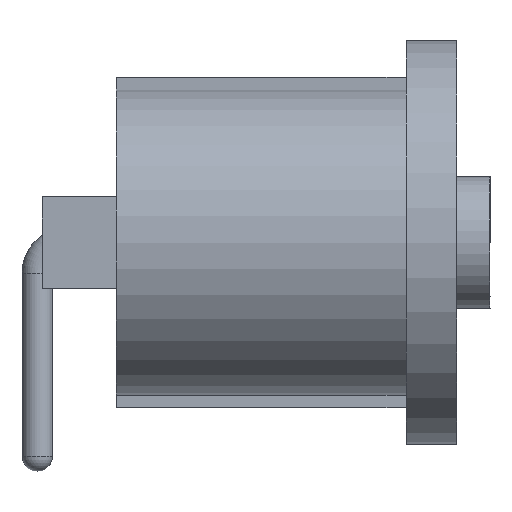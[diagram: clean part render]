
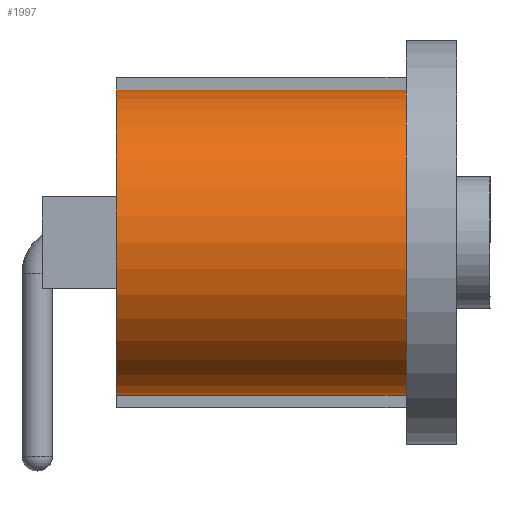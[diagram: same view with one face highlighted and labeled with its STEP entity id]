
A CAD part, left-side view. The second image highlights one B-rep face of the part: STEP entity #1997.
In plain terms, the highlighted cylindrical face has radius 6 mm (diameter 12 mm), a partial arc.
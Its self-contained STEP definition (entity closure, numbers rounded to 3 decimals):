
#113 = PLANE('',#114);
#114 = AXIS2_PLACEMENT_3D('',#115,#116,#117);
#115 = CARTESIAN_POINT('',(-1.012,0.,0.));
#116 = DIRECTION('',(-0.,-0.,-1.));
#117 = DIRECTION('',(-1.,0.,0.));
#168 = PLANE('',#169);
#169 = AXIS2_PLACEMENT_3D('',#170,#171,#172);
#170 = CARTESIAN_POINT('',(-1.418,0.,11.4));
#171 = DIRECTION('',(-0.,0.,1.));
#172 = DIRECTION('',(-1.,0.,0.));
#401 = VERTEX_POINT('',#402);
#402 = CARTESIAN_POINT('',(13.35,6.,0.));
#416 = PLANE('',#417);
#417 = AXIS2_PLACEMENT_3D('',#418,#419,#420);
#418 = CARTESIAN_POINT('',(-17.6,6.,0.));
#419 = DIRECTION('',(0.,1.,0.));
#420 = DIRECTION('',(1.,0.,0.));
#428 = EDGE_CURVE('',#401,#429,#431,.T.);
#429 = VERTEX_POINT('',#430);
#430 = CARTESIAN_POINT('',(13.35,-6.,0.));
#431 = SURFACE_CURVE('',#432,(#437,#444),.PCURVE_S1.);
#432 = CIRCLE('',#433,6.);
#433 = AXIS2_PLACEMENT_3D('',#434,#435,#436);
#434 = CARTESIAN_POINT('',(13.35,0.,0.));
#435 = DIRECTION('',(0.,0.,-1.));
#436 = DIRECTION('',(0.,1.,0.));
#437 = PCURVE('',#113,#438);
#438 = DEFINITIONAL_REPRESENTATION('',(#439),#443);
#439 = CIRCLE('',#440,6.);
#440 = AXIS2_PLACEMENT_2D('',#441,#442);
#441 = CARTESIAN_POINT('',(-14.362,0.));
#442 = DIRECTION('',(0.,1.));
#443 = ( GEOMETRIC_REPRESENTATION_CONTEXT(2) 
PARAMETRIC_REPRESENTATION_CONTEXT() REPRESENTATION_CONTEXT('2D SPACE',''
  ) );
#444 = PCURVE('',#445,#450);
#445 = CYLINDRICAL_SURFACE('',#446,6.);
#446 = AXIS2_PLACEMENT_3D('',#447,#448,#449);
#447 = CARTESIAN_POINT('',(13.35,0.,0.));
#448 = DIRECTION('',(0.,0.,-1.));
#449 = DIRECTION('',(0.,1.,0.));
#450 = DEFINITIONAL_REPRESENTATION('',(#451),#455);
#451 = LINE('',#452,#453);
#452 = CARTESIAN_POINT('',(0.,0.));
#453 = VECTOR('',#454,1.);
#454 = DIRECTION('',(1.,0.));
#455 = ( GEOMETRIC_REPRESENTATION_CONTEXT(2) 
PARAMETRIC_REPRESENTATION_CONTEXT() REPRESENTATION_CONTEXT('2D SPACE',''
  ) );
#473 = PLANE('',#474);
#474 = AXIS2_PLACEMENT_3D('',#475,#476,#477);
#475 = CARTESIAN_POINT('',(13.35,-6.,0.));
#476 = DIRECTION('',(0.,-1.,0.));
#477 = DIRECTION('',(-1.,0.,0.));
#1303 = VERTEX_POINT('',#1304);
#1304 = CARTESIAN_POINT('',(13.35,6.,11.4));
#1323 = EDGE_CURVE('',#1303,#1324,#1326,.T.);
#1324 = VERTEX_POINT('',#1325);
#1325 = CARTESIAN_POINT('',(13.35,-6.,11.4));
#1326 = SURFACE_CURVE('',#1327,(#1332,#1343),.PCURVE_S1.);
#1327 = CIRCLE('',#1328,6.);
#1328 = AXIS2_PLACEMENT_3D('',#1329,#1330,#1331);
#1329 = CARTESIAN_POINT('',(13.35,0.,11.4));
#1330 = DIRECTION('',(0.,0.,-1.));
#1331 = DIRECTION('',(0.,1.,0.));
#1332 = PCURVE('',#168,#1333);
#1333 = DEFINITIONAL_REPRESENTATION('',(#1334),#1342);
#1334 = ( BOUNDED_CURVE() B_SPLINE_CURVE(2,(#1335,#1336,#1337,#1338,
#1339,#1340,#1341),.UNSPECIFIED.,.T.,.F.) B_SPLINE_CURVE_WITH_KNOTS((1,2
    ,2,2,2,1),(-2.094,0.,2.094,4.189,
6.283,8.378),.UNSPECIFIED.) CURVE() 
GEOMETRIC_REPRESENTATION_ITEM() RATIONAL_B_SPLINE_CURVE((1.,0.5,1.,0.5,
1.,0.5,1.)) REPRESENTATION_ITEM('') );
#1335 = CARTESIAN_POINT('',(-14.768,-6.));
#1336 = CARTESIAN_POINT('',(-25.16,-6.));
#1337 = CARTESIAN_POINT('',(-19.964,3.));
#1338 = CARTESIAN_POINT('',(-14.768,12.));
#1339 = CARTESIAN_POINT('',(-9.572,3.));
#1340 = CARTESIAN_POINT('',(-4.376,-6.));
#1341 = CARTESIAN_POINT('',(-14.768,-6.));
#1342 = ( GEOMETRIC_REPRESENTATION_CONTEXT(2) 
PARAMETRIC_REPRESENTATION_CONTEXT() REPRESENTATION_CONTEXT('2D SPACE',''
  ) );
#1343 = PCURVE('',#445,#1344);
#1344 = DEFINITIONAL_REPRESENTATION('',(#1345),#1349);
#1345 = LINE('',#1346,#1347);
#1346 = CARTESIAN_POINT('',(0.,-11.4));
#1347 = VECTOR('',#1348,1.);
#1348 = DIRECTION('',(1.,0.));
#1349 = ( GEOMETRIC_REPRESENTATION_CONTEXT(2) 
PARAMETRIC_REPRESENTATION_CONTEXT() REPRESENTATION_CONTEXT('2D SPACE',''
  ) );
#1950 = EDGE_CURVE('',#401,#1303,#1951,.T.);
#1951 = SURFACE_CURVE('',#1952,(#1956,#1963),.PCURVE_S1.);
#1952 = LINE('',#1953,#1954);
#1953 = CARTESIAN_POINT('',(13.35,6.,0.));
#1954 = VECTOR('',#1955,1.);
#1955 = DIRECTION('',(0.,0.,1.));
#1956 = PCURVE('',#416,#1957);
#1957 = DEFINITIONAL_REPRESENTATION('',(#1958),#1962);
#1958 = LINE('',#1959,#1960);
#1959 = CARTESIAN_POINT('',(30.95,0.));
#1960 = VECTOR('',#1961,1.);
#1961 = DIRECTION('',(0.,-1.));
#1962 = ( GEOMETRIC_REPRESENTATION_CONTEXT(2) 
PARAMETRIC_REPRESENTATION_CONTEXT() REPRESENTATION_CONTEXT('2D SPACE',''
  ) );
#1963 = PCURVE('',#445,#1964);
#1964 = DEFINITIONAL_REPRESENTATION('',(#1965),#1969);
#1965 = LINE('',#1966,#1967);
#1966 = CARTESIAN_POINT('',(0.,0.));
#1967 = VECTOR('',#1968,1.);
#1968 = DIRECTION('',(0.,-1.));
#1969 = ( GEOMETRIC_REPRESENTATION_CONTEXT(2) 
PARAMETRIC_REPRESENTATION_CONTEXT() REPRESENTATION_CONTEXT('2D SPACE',''
  ) );
#1997 = ADVANCED_FACE('',(#1998),#445,.T.);
#1998 = FACE_BOUND('',#1999,.T.);
#1999 = EDGE_LOOP('',(#2000,#2001,#2002,#2003));
#2000 = ORIENTED_EDGE('',*,*,#428,.F.);
#2001 = ORIENTED_EDGE('',*,*,#1950,.T.);
#2002 = ORIENTED_EDGE('',*,*,#1323,.T.);
#2003 = ORIENTED_EDGE('',*,*,#2004,.F.);
#2004 = EDGE_CURVE('',#429,#1324,#2005,.T.);
#2005 = SURFACE_CURVE('',#2006,(#2010,#2017),.PCURVE_S1.);
#2006 = LINE('',#2007,#2008);
#2007 = CARTESIAN_POINT('',(13.35,-6.,0.));
#2008 = VECTOR('',#2009,1.);
#2009 = DIRECTION('',(0.,0.,1.));
#2010 = PCURVE('',#445,#2011);
#2011 = DEFINITIONAL_REPRESENTATION('',(#2012),#2016);
#2012 = LINE('',#2013,#2014);
#2013 = CARTESIAN_POINT('',(3.142,0.));
#2014 = VECTOR('',#2015,1.);
#2015 = DIRECTION('',(0.,-1.));
#2016 = ( GEOMETRIC_REPRESENTATION_CONTEXT(2) 
PARAMETRIC_REPRESENTATION_CONTEXT() REPRESENTATION_CONTEXT('2D SPACE',''
  ) );
#2017 = PCURVE('',#473,#2018);
#2018 = DEFINITIONAL_REPRESENTATION('',(#2019),#2023);
#2019 = LINE('',#2020,#2021);
#2020 = CARTESIAN_POINT('',(0.,-0.));
#2021 = VECTOR('',#2022,1.);
#2022 = DIRECTION('',(0.,-1.));
#2023 = ( GEOMETRIC_REPRESENTATION_CONTEXT(2) 
PARAMETRIC_REPRESENTATION_CONTEXT() REPRESENTATION_CONTEXT('2D SPACE',''
  ) );
